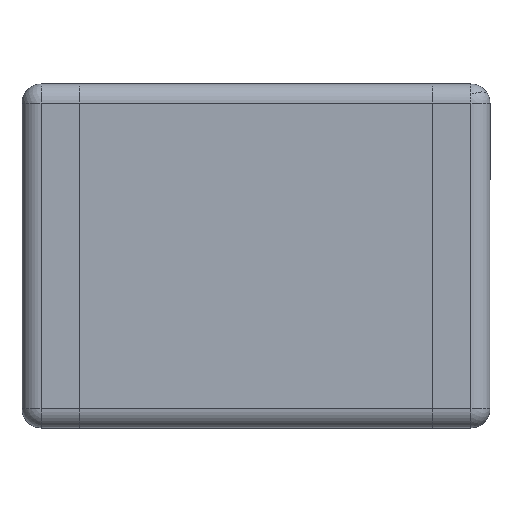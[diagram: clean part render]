
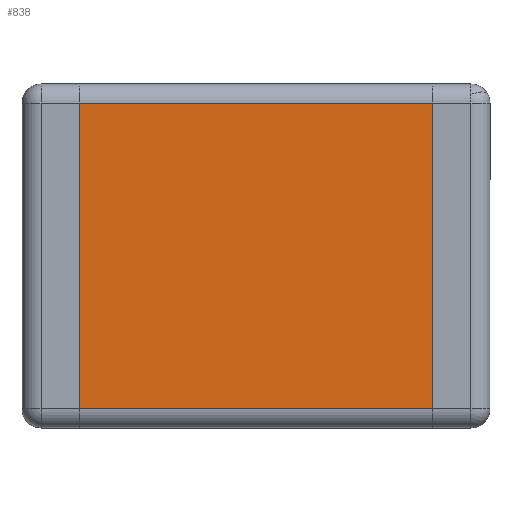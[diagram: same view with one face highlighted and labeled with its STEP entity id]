
A CAD part, top view. The second image highlights one B-rep face of the part: STEP entity #838.
In plain terms, the highlighted planar face has unit normal (0, 0, 1).
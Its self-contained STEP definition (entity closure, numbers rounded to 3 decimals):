
#679=CARTESIAN_POINT('',(1.85,1.6,2.2));
#680=VERTEX_POINT('',#679);
#688=CARTESIAN_POINT('',(1.85,-1.6,2.2));
#689=VERTEX_POINT('',#688);
#690=CARTESIAN_POINT('',(1.85,1.6,2.2));
#691=DIRECTION('',(0.0,-1.0,0.0));
#692=VECTOR('',#691,3.2);
#693=LINE('',#690,#692);
#694=EDGE_CURVE('',#680,#689,#693,.T.);
#770=CARTESIAN_POINT('',(-1.85,-1.6,2.2));
#771=VERTEX_POINT('',#770);
#779=CARTESIAN_POINT('',(-1.85,1.6,2.2));
#780=VERTEX_POINT('',#779);
#781=CARTESIAN_POINT('',(-1.85,-1.6,2.2));
#782=DIRECTION('',(0.0,1.0,0.0));
#783=VECTOR('',#782,3.2);
#784=LINE('',#781,#783);
#785=EDGE_CURVE('',#771,#780,#784,.T.);
#813=CARTESIAN_POINT('',(-1.85,1.6,2.2));
#814=DIRECTION('',(1.0,0.0,0.0));
#815=VECTOR('',#814,3.7);
#816=LINE('',#813,#815);
#817=EDGE_CURVE('',#780,#680,#816,.T.);
#822=CARTESIAN_POINT('',(0.,0.0,2.2));
#823=DIRECTION('',(0.0,0.0,1.0));
#824=DIRECTION('',(1.0,0.0,0.0));
#825=AXIS2_PLACEMENT_3D('',#822,#823,#824);
#826=PLANE('',#825);
#827=ORIENTED_EDGE('',*,*,#817,.F.);
#828=ORIENTED_EDGE('',*,*,#785,.F.);
#829=CARTESIAN_POINT('',(1.85,-1.6,2.2));
#830=DIRECTION('',(-1.0,0.0,0.0));
#831=VECTOR('',#830,3.7);
#832=LINE('',#829,#831);
#833=EDGE_CURVE('',#689,#771,#832,.T.);
#834=ORIENTED_EDGE('',*,*,#833,.F.);
#835=ORIENTED_EDGE('',*,*,#694,.F.);
#836=EDGE_LOOP('',(#827,#828,#834,#835));
#837=FACE_OUTER_BOUND('',#836,.T.);
#838=ADVANCED_FACE('',(#837),#826,.T.);
